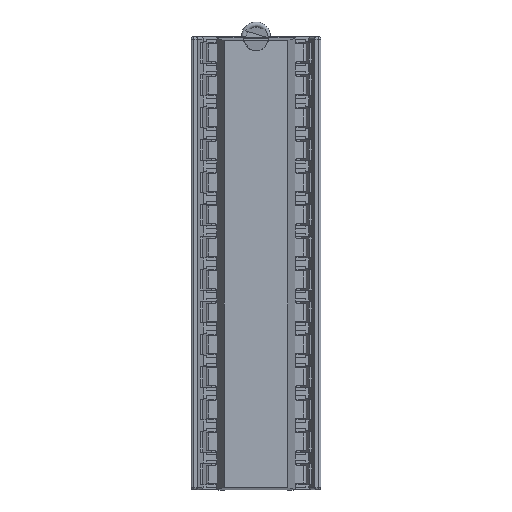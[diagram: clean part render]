
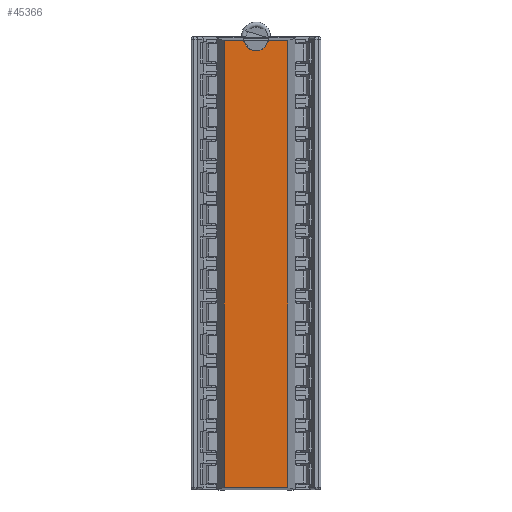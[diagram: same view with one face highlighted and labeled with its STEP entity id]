
A CAD part, top view. The second image highlights one B-rep face of the part: STEP entity #45366.
In plain terms, the highlighted planar face has unit normal (0, 0, 1).
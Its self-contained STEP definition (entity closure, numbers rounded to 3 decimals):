
#43560 = EDGE_CURVE('',#43561,#43563,#43565,.T.);
#43561 = VERTEX_POINT('',#43562);
#43562 = CARTESIAN_POINT('',(2.5,0.96,8.48));
#43563 = VERTEX_POINT('',#43564);
#43564 = CARTESIAN_POINT('',(2.5,-34.06,8.48));
#43565 = LINE('',#43566,#43567);
#43566 = CARTESIAN_POINT('',(2.5,1.16,8.48));
#43567 = VECTOR('',#43568,1.);
#43568 = DIRECTION('',(0.,-1.,0.));
#44325 = VERTEX_POINT('',#44326);
#44326 = CARTESIAN_POINT('',(-2.5,0.96,8.48));
#44332 = EDGE_CURVE('',#44325,#44333,#44335,.T.);
#44333 = VERTEX_POINT('',#44334);
#44334 = CARTESIAN_POINT('',(-2.5,-34.06,8.48));
#44335 = LINE('',#44336,#44337);
#44336 = CARTESIAN_POINT('',(-2.5,1.16,8.48));
#44337 = VECTOR('',#44338,1.);
#44338 = DIRECTION('',(0.,-1.,0.));
#45366 = ADVANCED_FACE('',(#45367),#45400,.F.);
#45367 = FACE_BOUND('',#45368,.F.);
#45368 = EDGE_LOOP('',(#45369,#45370,#45378,#45387,#45393,#45394));
#45369 = ORIENTED_EDGE('',*,*,#44332,.F.);
#45370 = ORIENTED_EDGE('',*,*,#45371,.T.);
#45371 = EDGE_CURVE('',#44325,#45372,#45374,.T.);
#45372 = VERTEX_POINT('',#45373);
#45373 = CARTESIAN_POINT('',(-0.98,0.96,8.48));
#45374 = LINE('',#45375,#45376);
#45375 = CARTESIAN_POINT('',(-38.258,0.96,8.48));
#45376 = VECTOR('',#45377,1.);
#45377 = DIRECTION('',(1.,0.,0.));
#45378 = ORIENTED_EDGE('',*,*,#45379,.T.);
#45379 = EDGE_CURVE('',#45372,#45380,#45382,.T.);
#45380 = VERTEX_POINT('',#45381);
#45381 = CARTESIAN_POINT('',(0.98,0.96,8.48));
#45382 = CIRCLE('',#45383,1.);
#45383 = AXIS2_PLACEMENT_3D('',#45384,#45385,#45386);
#45384 = CARTESIAN_POINT('',(0.,1.16,8.48));
#45385 = DIRECTION('',(0.,0.,1.));
#45386 = DIRECTION('',(1.,0.,0.));
#45387 = ORIENTED_EDGE('',*,*,#45388,.T.);
#45388 = EDGE_CURVE('',#45380,#43561,#45389,.T.);
#45389 = LINE('',#45390,#45391);
#45390 = CARTESIAN_POINT('',(-38.258,0.96,8.48));
#45391 = VECTOR('',#45392,1.);
#45392 = DIRECTION('',(1.,0.,0.));
#45393 = ORIENTED_EDGE('',*,*,#43560,.T.);
#45394 = ORIENTED_EDGE('',*,*,#45395,.F.);
#45395 = EDGE_CURVE('',#44333,#43563,#45396,.T.);
#45396 = LINE('',#45397,#45398);
#45397 = CARTESIAN_POINT('',(-38.258,-34.06,8.48));
#45398 = VECTOR('',#45399,1.);
#45399 = DIRECTION('',(1.,0.,0.));
#45400 = PLANE('',#45401);
#45401 = AXIS2_PLACEMENT_3D('',#45402,#45403,#45404);
#45402 = CARTESIAN_POINT('',(2.5,1.16,8.48));
#45403 = DIRECTION('',(0.,0.,-1.));
#45404 = DIRECTION('',(-1.,0.,0.));
